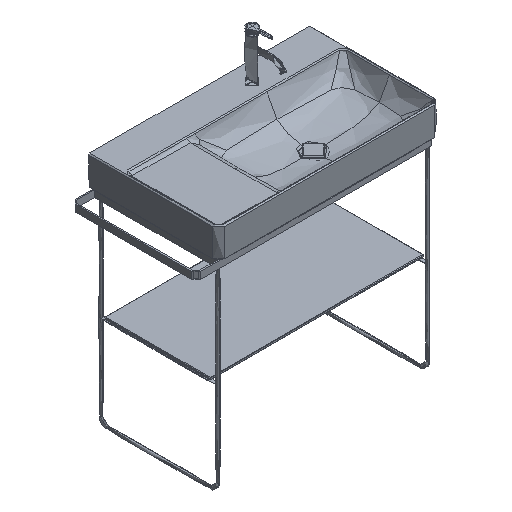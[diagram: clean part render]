
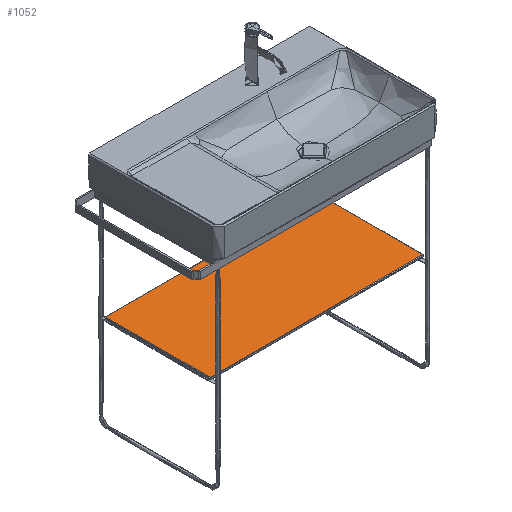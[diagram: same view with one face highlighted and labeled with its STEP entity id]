
A CAD part, isometric view. The second image highlights one B-rep face of the part: STEP entity #1052.
In plain terms, the highlighted free-form (B-spline) face has degree [1, 1] with [2, 2] control points.
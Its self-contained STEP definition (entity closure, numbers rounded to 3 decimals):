
#1052=ADVANCED_FACE('',(#1952),#27827,.T.);
#1952=FACE_OUTER_BOUND('',#2915,.T.);
#2915=EDGE_LOOP('',(#7084,#7085,#7086,#7087));
#7084=ORIENTED_EDGE('',*,*,#24841,.T.);
#7085=ORIENTED_EDGE('',*,*,#24822,.F.);
#7086=ORIENTED_EDGE('',*,*,#24839,.F.);
#7087=ORIENTED_EDGE('',*,*,#24842,.T.);
#11254=PCURVE('',#27819,#15456);
#11282=PCURVE('',#27826,#15484);
#11286=PCURVE('',#27827,#15488);
#11287=PCURVE('',#27827,#15489);
#11288=PCURVE('',#27827,#15490);
#11289=PCURVE('',#27827,#15491);
#11293=PCURVE('',#27828,#15495);
#11297=PCURVE('',#27829,#15499);
#15456=DEFINITIONAL_REPRESENTATION('',(#20439),#130460);
#15484=DEFINITIONAL_REPRESENTATION('',(#20484),#130460);
#15488=DEFINITIONAL_REPRESENTATION('',(#20490),#130460);
#15489=DEFINITIONAL_REPRESENTATION('',(#20491),#130460);
#15490=DEFINITIONAL_REPRESENTATION('',(#20492),#130460);
#15491=DEFINITIONAL_REPRESENTATION('',(#20494),#130460);
#15495=DEFINITIONAL_REPRESENTATION('',(#20499),#130460);
#15499=DEFINITIONAL_REPRESENTATION('',(#20505),#130460);
#20438=B_SPLINE_CURVE_WITH_KNOTS('',1,(#130242,#130243),.UNSPECIFIED.,.F.,
 .F.,(2,2),(0.,377.),.UNSPECIFIED.);
#20439=B_SPLINE_CURVE_WITH_KNOTS('',1,(#130244,#130245),.UNSPECIFIED.,.F.,
 .F.,(2,2),(0.,377.),.UNSPECIFIED.);
#20483=B_SPLINE_CURVE_WITH_KNOTS('',1,(#130332,#130333),.UNSPECIFIED.,.F.,
 .F.,(2,2),(-767.5,0.),.UNSPECIFIED.);
#20484=B_SPLINE_CURVE_WITH_KNOTS('',1,(#130334,#130335),.UNSPECIFIED.,.F.,
 .F.,(2,2),(-767.5,0.),.UNSPECIFIED.);
#20489=B_SPLINE_CURVE_WITH_KNOTS('',1,(#130344,#130345),.UNSPECIFIED.,.F.,
 .F.,(2,2),(0.,767.5),.UNSPECIFIED.);
#20490=B_SPLINE_CURVE_WITH_KNOTS('',1,(#130346,#130347),.UNSPECIFIED.,.F.,
 .F.,(2,2),(0.,767.5),.UNSPECIFIED.);
#20491=B_SPLINE_CURVE_WITH_KNOTS('',1,(#130348,#130349),.UNSPECIFIED.,.F.,
 .F.,(2,2),(0.,377.),.UNSPECIFIED.);
#20492=B_SPLINE_CURVE_WITH_KNOTS('',1,(#130350,#130351),.UNSPECIFIED.,.F.,
 .F.,(2,2),(-767.5,0.),.UNSPECIFIED.);
#20493=B_SPLINE_CURVE_WITH_KNOTS('',1,(#130352,#130353),.UNSPECIFIED.,.F.,
 .F.,(2,2),(0.,377.),.UNSPECIFIED.);
#20494=B_SPLINE_CURVE_WITH_KNOTS('',1,(#130354,#130355),.UNSPECIFIED.,.F.,
 .F.,(2,2),(0.,377.),.UNSPECIFIED.);
#20499=B_SPLINE_CURVE_WITH_KNOTS('',1,(#130364,#130365),.UNSPECIFIED.,.F.,
 .F.,(2,2),(0.,767.5),.UNSPECIFIED.);
#20505=B_SPLINE_CURVE_WITH_KNOTS('',1,(#130376,#130377),.UNSPECIFIED.,.F.,
 .F.,(2,2),(0.,377.),.UNSPECIFIED.);
#22667=SURFACE_CURVE('',#20438,(#11254,#11287),.PCURVE_S1.);
#22684=SURFACE_CURVE('',#20483,(#11282,#11288),.PCURVE_S1.);
#22686=SURFACE_CURVE('',#20489,(#11286,#11293),.PCURVE_S1.);
#22687=SURFACE_CURVE('',#20493,(#11289,#11297),.PCURVE_S1.);
#24822=EDGE_CURVE('',#27478,#27479,#22667,.T.);
#24839=EDGE_CURVE('',#27489,#27478,#22684,.T.);
#24841=EDGE_CURVE('',#27490,#27479,#22686,.T.);
#24842=EDGE_CURVE('',#27489,#27490,#22687,.T.);
#27478=VERTEX_POINT('',#130199);
#27479=VERTEX_POINT('',#130200);
#27489=VERTEX_POINT('',#130210);
#27490=VERTEX_POINT('',#130211);
#27819=B_SPLINE_SURFACE_WITH_KNOTS('',1,1,((#130126,#130127),(#130128,#130129)),
 .UNSPECIFIED.,.F.,.F.,.F.,(2,2),(2,2),(-1.358,1.358),
(-227.16,227.16),.UNSPECIFIED.);
#27826=B_SPLINE_SURFACE_WITH_KNOTS('',1,1,((#130154,#130155),(#130156,#130157)),
 .UNSPECIFIED.,.F.,.F.,.F.,(2,2),(2,2),(-462.36,462.36),(-1.358,
1.358),.UNSPECIFIED.);
#27827=B_SPLINE_SURFACE_WITH_KNOTS('',1,1,((#130158,#130159),(#130160,#130161)),
 .UNSPECIFIED.,.F.,.F.,.F.,(2,2),(2,2),(-460.56,460.56),(-226.26,226.26),
 .UNSPECIFIED.);
#27828=B_SPLINE_SURFACE_WITH_KNOTS('',1,1,((#130162,#130163),(#130164,#130165)),
 .UNSPECIFIED.,.F.,.F.,.F.,(2,2),(2,2),(-461.01,461.01),(-1.358,
1.358),.UNSPECIFIED.);
#27829=B_SPLINE_SURFACE_WITH_KNOTS('',1,1,((#130166,#130167),(#130168,#130169)),
 .UNSPECIFIED.,.F.,.F.,.F.,(2,2),(2,2),(-227.61,227.61),(-1.358,
1.358),.UNSPECIFIED.);
#130126=CARTESIAN_POINT('',(386.344,205.776,-421.443));
#130127=CARTESIAN_POINT('',(386.344,-248.544,-421.443));
#130128=CARTESIAN_POINT('',(384.424,205.776,-419.523));
#130129=CARTESIAN_POINT('',(384.424,-248.544,-419.523));
#130154=CARTESIAN_POINT('',(463.244,168.076,-421.443));
#130155=CARTESIAN_POINT('',(463.244,166.156,-419.523));
#130156=CARTESIAN_POINT('',(-461.476,168.076,-421.443));
#130157=CARTESIAN_POINT('',(-461.476,166.156,-419.523));
#130158=CARTESIAN_POINT('',(461.444,204.126,-419.733));
#130159=CARTESIAN_POINT('',(461.444,-248.394,-419.733));
#130160=CARTESIAN_POINT('',(-459.676,204.126,-419.733));
#130161=CARTESIAN_POINT('',(-459.676,-248.394,-419.733));
#130162=CARTESIAN_POINT('',(-460.501,-212.344,-421.443));
#130163=CARTESIAN_POINT('',(-460.501,-210.424,-419.523));
#130164=CARTESIAN_POINT('',(461.519,-212.344,-421.443));
#130165=CARTESIAN_POINT('',(461.519,-210.424,-419.523));
#130166=CARTESIAN_POINT('',(-384.576,205.851,-421.443));
#130167=CARTESIAN_POINT('',(-382.656,205.851,-419.523));
#130168=CARTESIAN_POINT('',(-384.576,-249.369,-421.443));
#130169=CARTESIAN_POINT('',(-382.656,-249.369,-419.523));
#130199=CARTESIAN_POINT('',(384.634,166.366,-419.733));
#130200=CARTESIAN_POINT('',(384.634,-210.634,-419.733));
#130210=CARTESIAN_POINT('',(-382.866,166.366,-419.733));
#130211=CARTESIAN_POINT('',(-382.866,-210.634,-419.733));
#130242=CARTESIAN_POINT('',(384.634,166.366,-419.733));
#130243=CARTESIAN_POINT('',(384.634,-210.634,-419.733));
#130244=CARTESIAN_POINT('',(1.061,-187.75));
#130245=CARTESIAN_POINT('',(1.061,189.25));
#130332=CARTESIAN_POINT('',(-382.866,166.366,-419.733));
#130333=CARTESIAN_POINT('',(384.634,166.366,-419.733));
#130334=CARTESIAN_POINT('',(383.75,1.061));
#130335=CARTESIAN_POINT('',(-383.75,1.061));
#130344=CARTESIAN_POINT('',(-382.866,-210.634,-419.733));
#130345=CARTESIAN_POINT('',(384.634,-210.634,-419.733));
#130346=CARTESIAN_POINT('',(383.75,188.5));
#130347=CARTESIAN_POINT('',(-383.75,188.5));
#130348=CARTESIAN_POINT('',(-383.75,-188.5));
#130349=CARTESIAN_POINT('',(-383.75,188.5));
#130350=CARTESIAN_POINT('',(383.75,-188.5));
#130351=CARTESIAN_POINT('',(-383.75,-188.5));
#130352=CARTESIAN_POINT('',(-382.866,166.366,-419.733));
#130353=CARTESIAN_POINT('',(-382.866,-210.634,-419.733));
#130354=CARTESIAN_POINT('',(383.75,-188.5));
#130355=CARTESIAN_POINT('',(383.75,188.5));
#130364=CARTESIAN_POINT('',(-383.375,1.061));
#130365=CARTESIAN_POINT('',(384.125,1.061));
#130376=CARTESIAN_POINT('',(-188.125,1.061));
#130377=CARTESIAN_POINT('',(188.875,1.061));
#130460=(
GEOMETRIC_REPRESENTATION_CONTEXT(2)
PARAMETRIC_REPRESENTATION_CONTEXT()
REPRESENTATION_CONTEXT('pspace','')
);
